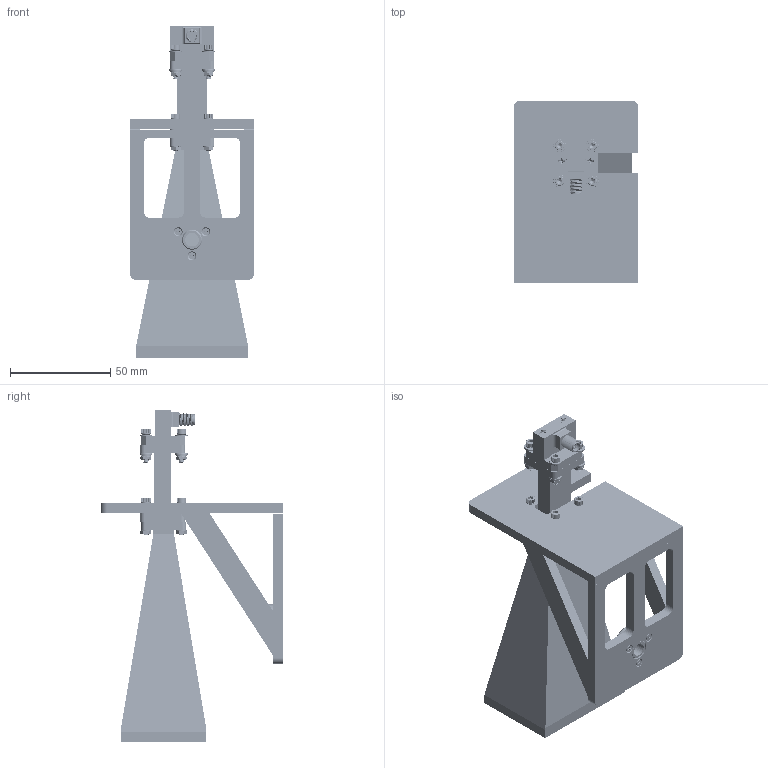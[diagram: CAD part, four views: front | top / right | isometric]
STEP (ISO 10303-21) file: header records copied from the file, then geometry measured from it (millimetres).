
FILE_DESCRIPTION (( 'STEP AP214' ), '1' );
FILE_NAME ('FM2WAN042-20KF_3D.step', '2024-07-17T23:30:39', ( '' ), ( '' ), 'SwSTEP 2.0', 'SolidWorks 2022', '' );
FILE_SCHEMA (( 'AUTOMOTIVE_DESIGN' ));
Length unit declared in the file: inch
Products named in the file (15): Screw 4-40SH x 5_8^FM2WAN042-20KF; FMW42S001-1.5^FM2WAN042-20KF; 4-40HN-NARROW^FM2WAN042-20KF_90760A210; FMWAN042-LMT^FM2WAN042-20KF; FM2WAN042-20KF_3D; 4-LW^FM2WAN042-20KF; 4-FW^FM2WAN042-20KF_91166A230; STDF RCTL^FMW42S001-1.5_FM2WAN042-20KF; Copy of cross recessed countersunk head screws gb1_GB_CROSS_SCREWS_TYPE4 M2X8-6.8  H type-N^FMWAN042-LMT_FM2WAN042-20KF; Copy of 908ÂÝÄ¸^FMWAN042-LMT_FM2WAN042-20KF; FMWAN042-20^FM2WAN042-20KF; FBP220^FMW42S001-1.5_FM2WAN042-20KF; FMWCA1019^FM2WAN042-20KF; Screw 4-40SH x 9_16^FM2WAN042-20KF; Copy of HD-ZJL-220 À®°ÈÌìÏßÖ§¼Ü^FMWAN042-LMT_FM2WAN042-20KF
Assembly tree (44 placements, depth 3):
  FM2WAN042-20KF_3D
    FMWAN042-LMT^FM2WAN042-20KF
      Copy of HD-ZJL-220 À®°ÈÌìÏßÖ§¼Ü^FMWAN042-LMT_FM2WAN042-20KF
      Copy of 908ÂÝÄ¸^FMWAN042-LMT_FM2WAN042-20KF
      Copy of cross recessed countersunk head screws gb1_GB_CROSS_SCREWS_TYPE4 M2X8-6.8  H type-N^FMWAN042-LMT_FM2WAN042-20KF  x3
    FMW42S001-1.5^FM2WAN042-20KF
      FBP220^FMW42S001-1.5_FM2WAN042-20KF  x2
      STDF RCTL^FMW42S001-1.5_FM2WAN042-20KF
    FMWAN042-20^FM2WAN042-20KF
    FMWCA1019^FM2WAN042-20KF
    4-LW^FM2WAN042-20KF  x8
    4-40HN-NARROW^FM2WAN042-20KF_90760A210  x8
    Screw 4-40SH x 5_8^FM2WAN042-20KF  x4
    Screw 4-40SH x 9_16^FM2WAN042-20KF  x4
    4-FW^FM2WAN042-20KF_91166A230  x8
Bounding box: 62 x 91 x 165.63 mm (x, y, z)
Volume: 102902.9 mm3; surface area: 67388.4 mm2
Topology: 48 solids, 48 shells, 4651 faces, 13072 edges, 8524 vertices
Faces by surface type: plane 1608, cylinder 1343, cone 956, torus 688, bspline 56
Entity records: 65327 total; most frequent: CARTESIAN_POINT 30405, ORIENTED_EDGE 8032, DIRECTION 6097, EDGE_CURVE 4016, VERTEX_POINT 2634, AXIS2_PLACEMENT_3D 2340, EDGE_LOOP 1524, FACE_OUTER_BOUND 1437
